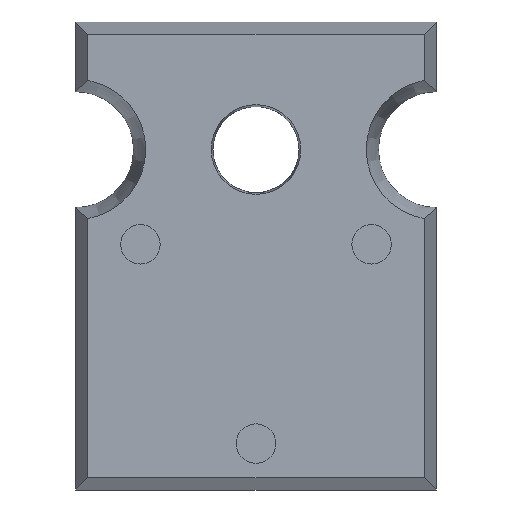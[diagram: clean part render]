
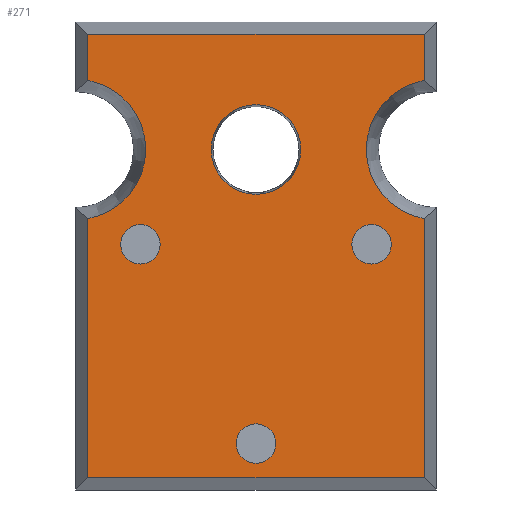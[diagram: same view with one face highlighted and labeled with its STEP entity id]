
A CAD part, top view. The second image highlights one B-rep face of the part: STEP entity #271.
In plain terms, the highlighted planar face has unit normal (0, 0, 1).
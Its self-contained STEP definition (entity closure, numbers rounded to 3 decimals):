
#22=FACE_BOUND('',#63,.T.);
#23=FACE_BOUND('',#64,.T.);
#24=FACE_BOUND('',#65,.T.);
#25=FACE_BOUND('',#66,.T.);
#31=PLANE('',#314);
#45=FACE_OUTER_BOUND('',#62,.T.);
#62=EDGE_LOOP('',(#208,#209,#210,#211,#212,#213,#214,#215));
#63=EDGE_LOOP('',(#216));
#64=EDGE_LOOP('',(#217));
#65=EDGE_LOOP('',(#218));
#66=EDGE_LOOP('',(#219));
#81=LINE('',#437,#101);
#84=LINE('',#443,#104);
#85=LINE('',#447,#105);
#86=LINE('',#449,#106);
#87=LINE('',#451,#107);
#88=LINE('',#454,#108);
#101=VECTOR('',#362,14.527);
#104=VECTOR('',#367,2.001);
#105=VECTOR('',#370,11.186);
#106=VECTOR('',#371,14.527);
#107=VECTOR('',#372,11.186);
#108=VECTOR('',#375,2.001);
#117=CIRCLE('',#302,0.85);
#119=CIRCLE('',#306,0.85);
#121=CIRCLE('',#310,0.85);
#123=CIRCLE('',#315,3.029);
#124=CIRCLE('',#316,3.029);
#125=CIRCLE('',#317,1.935);
#129=VERTEX_POINT('',#412);
#131=VERTEX_POINT('',#419);
#133=VERTEX_POINT('',#426);
#136=VERTEX_POINT('',#434);
#137=VERTEX_POINT('',#436);
#139=VERTEX_POINT('',#442);
#140=VERTEX_POINT('',#444);
#141=VERTEX_POINT('',#446);
#142=VERTEX_POINT('',#448);
#143=VERTEX_POINT('',#450);
#144=VERTEX_POINT('',#452);
#145=VERTEX_POINT('',#455);
#153=EDGE_CURVE('',#129,#129,#117,.T.);
#156=EDGE_CURVE('',#131,#131,#119,.T.);
#159=EDGE_CURVE('',#133,#133,#121,.T.);
#163=EDGE_CURVE('',#136,#137,#81,.T.);
#166=EDGE_CURVE('',#139,#136,#84,.T.);
#167=EDGE_CURVE('',#140,#139,#123,.T.);
#168=EDGE_CURVE('',#141,#140,#85,.T.);
#169=EDGE_CURVE('',#142,#141,#86,.T.);
#170=EDGE_CURVE('',#143,#142,#87,.T.);
#171=EDGE_CURVE('',#144,#143,#124,.T.);
#172=EDGE_CURVE('',#137,#144,#88,.T.);
#173=EDGE_CURVE('',#145,#145,#125,.T.);
#208=ORIENTED_EDGE('',*,*,#163,.F.);
#209=ORIENTED_EDGE('',*,*,#166,.F.);
#210=ORIENTED_EDGE('',*,*,#167,.F.);
#211=ORIENTED_EDGE('',*,*,#168,.F.);
#212=ORIENTED_EDGE('',*,*,#169,.F.);
#213=ORIENTED_EDGE('',*,*,#170,.F.);
#214=ORIENTED_EDGE('',*,*,#171,.F.);
#215=ORIENTED_EDGE('',*,*,#172,.F.);
#216=ORIENTED_EDGE('',*,*,#153,.T.);
#217=ORIENTED_EDGE('',*,*,#156,.T.);
#218=ORIENTED_EDGE('',*,*,#159,.T.);
#219=ORIENTED_EDGE('',*,*,#173,.T.);
#271=ADVANCED_FACE('',(#45,#22,#23,#24,#25),#31,.T.);
#302=AXIS2_PLACEMENT_3D('',#413,#334,#335);
#306=AXIS2_PLACEMENT_3D('',#420,#343,#344);
#310=AXIS2_PLACEMENT_3D('',#427,#352,#353);
#314=AXIS2_PLACEMENT_3D('',#441,#365,#366);
#315=AXIS2_PLACEMENT_3D('',#445,#368,#369);
#316=AXIS2_PLACEMENT_3D('',#453,#373,#374);
#317=AXIS2_PLACEMENT_3D('',#456,#376,#377);
#334=DIRECTION('center_axis',(0.,0.,-1.));
#335=DIRECTION('ref_axis',(-1.,0.,0.));
#343=DIRECTION('center_axis',(0.,0.,-1.));
#344=DIRECTION('ref_axis',(-1.,0.,0.));
#352=DIRECTION('center_axis',(0.,0.,-1.));
#353=DIRECTION('ref_axis',(-1.,0.,0.));
#362=DIRECTION('',(1.,0.,0.));
#365=DIRECTION('center_axis',(0.,0.,1.));
#366=DIRECTION('ref_axis',(1.,0.,0.));
#367=DIRECTION('',(0.,1.,0.));
#368=DIRECTION('center_axis',(0.,0.,1.));
#369=DIRECTION('ref_axis',(0.,-1.,0.));
#370=DIRECTION('',(0.,1.,0.));
#371=DIRECTION('',(-1.,0.,0.));
#372=DIRECTION('',(0.,-1.,0.));
#373=DIRECTION('center_axis',(0.,0.,1.));
#374=DIRECTION('ref_axis',(0.,1.,0.));
#375=DIRECTION('',(0.,-1.,0.));
#376=DIRECTION('center_axis',(0.,0.,-1.));
#377=DIRECTION('ref_axis',(-1.,0.,0.));
#412=CARTESIAN_POINT('',(5.84,0.497,4.98));
#413=CARTESIAN_POINT('Origin',(4.99,0.497,4.98));
#419=CARTESIAN_POINT('',(0.85,-8.103,4.98));
#420=CARTESIAN_POINT('Origin',(0.,-8.103,4.98));
#426=CARTESIAN_POINT('',(-4.14,0.497,4.98));
#427=CARTESIAN_POINT('Origin',(-4.99,0.497,4.98));
#434=CARTESIAN_POINT('',(-7.264,9.576,4.98));
#436=CARTESIAN_POINT('',(7.264,9.576,4.98));
#437=CARTESIAN_POINT('',(3.895,9.576,4.98));
#441=CARTESIAN_POINT('Origin',(0.,0.112,4.98));
#442=CARTESIAN_POINT('',(-7.264,7.575,4.98));
#443=CARTESIAN_POINT('',(-7.264,5.107,4.98));
#444=CARTESIAN_POINT('',(-7.264,1.61,4.98));
#445=CARTESIAN_POINT('Origin',(-7.79,4.593,4.98));
#446=CARTESIAN_POINT('',(-7.264,-9.576,4.98));
#447=CARTESIAN_POINT('',(-7.264,1.101,4.98));
#448=CARTESIAN_POINT('',(7.264,-9.576,4.98));
#449=CARTESIAN_POINT('',(-3.895,-9.576,4.98));
#450=CARTESIAN_POINT('',(7.264,1.61,4.98));
#451=CARTESIAN_POINT('',(7.264,-4.995,4.98));
#452=CARTESIAN_POINT('',(7.264,7.575,4.98));
#453=CARTESIAN_POINT('Origin',(7.79,4.592,4.98));
#454=CARTESIAN_POINT('',(7.264,3.603,4.98));
#455=CARTESIAN_POINT('',(1.935,4.593,4.98));
#456=CARTESIAN_POINT('Origin',(0.,4.593,4.98));
